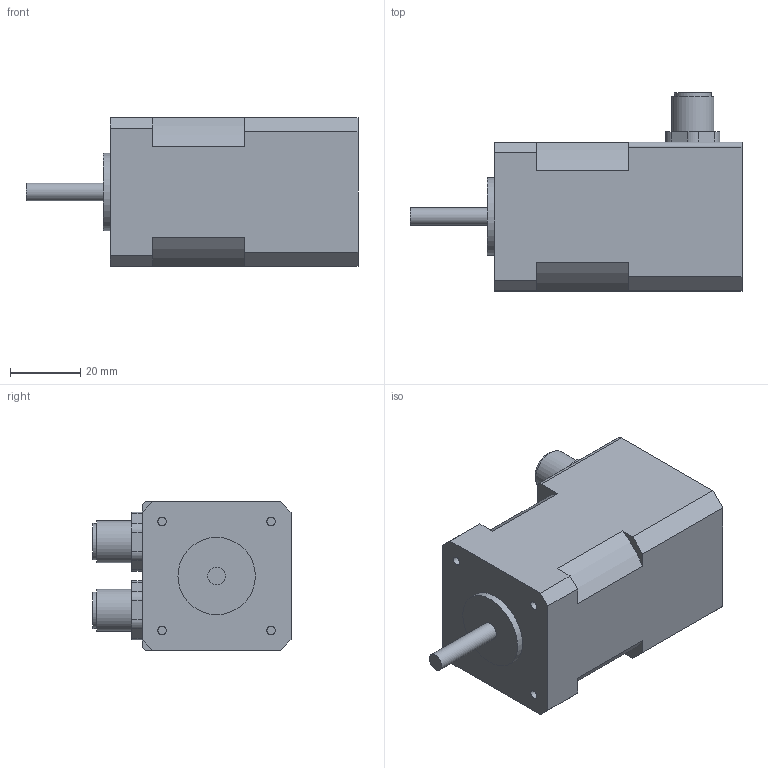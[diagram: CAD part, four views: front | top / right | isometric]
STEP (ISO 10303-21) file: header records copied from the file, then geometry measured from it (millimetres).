
FILE_DESCRIPTION(/* description */ (''),/* implementation_level */ '2;1');
FILE_NAME(/* name */ 'CAD_109425.stp',/* time_stamp */ '2021-01-19T10:37:39+01:00',/* author */ ('Hypex'),/* organization */ ('Hypex'),/* preprocessor_version */ 'ST-DEVELOPER v18',/* originating_system */ 'Autodesk Inventor 2020',/* authorisation */ '');
FILE_SCHEMA (('AUTOMOTIVE_DESIGN { 1 0 10303 214 3 1 1 }'));
Length unit declared in the file: millimetre
Products named in the file (1): CAD_109425
Bounding box: 94.4 x 56.3 x 42.3 mm (x, y, z)
Volume: 126106.4 mm3; surface area: 17408.2 mm2
Topology: 1 solids, 1 shells, 115 faces, 280 edges, 194 vertices
Faces by surface type: plane 59, cylinder 43, cone 13
Full cylindrical faces by diameter (mm): 1 x13, 2.459 x4, 5 x1, 8.2 x2, 10.4 x2, 12 x2, 22 x1
Entity records: 3505 total; most frequent: DIRECTION 646, CARTESIAN_POINT 590, ORIENTED_EDGE 560, EDGE_CURVE 280, AXIS2_PLACEMENT_3D 250, VERTEX_POINT 194, LINE 146, VECTOR 146
